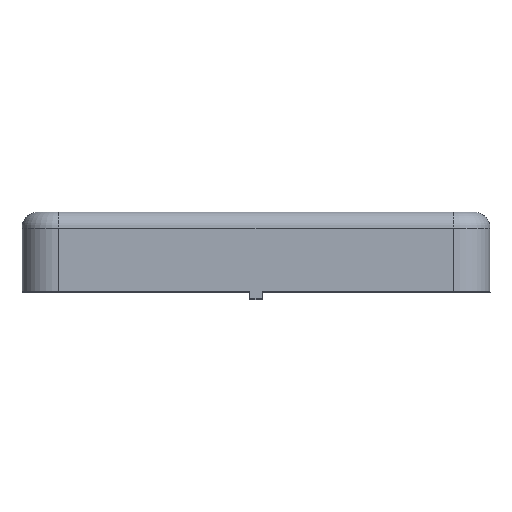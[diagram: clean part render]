
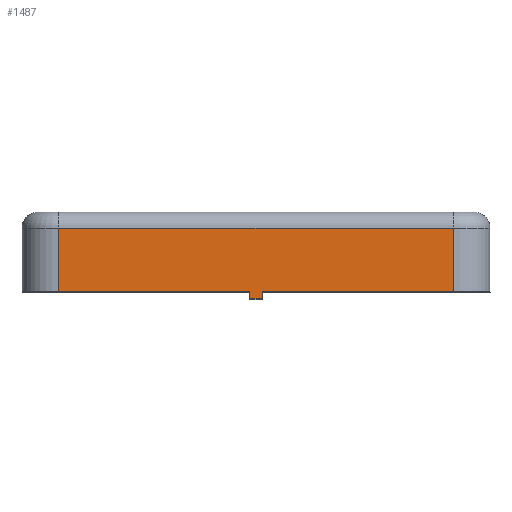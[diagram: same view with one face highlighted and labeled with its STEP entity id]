
A CAD part, top view. The second image highlights one B-rep face of the part: STEP entity #1487.
In plain terms, the highlighted planar face has unit normal (0, 0, 1).
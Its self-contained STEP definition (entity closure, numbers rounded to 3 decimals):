
#40 = ORIENTED_EDGE ( 'NONE', *, *, #2751, .F. ) ;
#43 = CARTESIAN_POINT ( 'NONE',  ( -0.5, -6.5, 25.55 ) ) ;
#110 = EDGE_CURVE ( 'NONE', #395, #1599, #1336, .T. ) ;
#129 = FACE_OUTER_BOUND ( 'NONE', #503, .T. ) ;
#167 = CARTESIAN_POINT ( 'NONE',  ( -0.5, -7.1, 25.55 ) ) ;
#330 = CARTESIAN_POINT ( 'NONE',  ( -16.2, -6.5, 25.55 ) ) ;
#361 = EDGE_CURVE ( 'NONE', #1599, #1523, #2718, .T. ) ;
#395 = VERTEX_POINT ( 'NONE', #2493 ) ;
#454 = CARTESIAN_POINT ( 'NONE',  ( -16.2, -1.3, 25.55 ) ) ;
#503 = EDGE_LOOP ( 'NONE', ( #853, #1109, #1311, #2609, #1782, #40, #1949, #851 ) ) ;
#546 = VERTEX_POINT ( 'NONE', #2549 ) ;
#617 = VECTOR ( 'NONE', #772, 1000. ) ;
#772 = DIRECTION ( 'NONE',  ( 1., 0., 0. ) ) ;
#793 = VECTOR ( 'NONE', #1479, 1000. ) ;
#799 = VECTOR ( 'NONE', #2492, 1000. ) ;
#832 = DIRECTION ( 'NONE',  ( 0., 1., 0. ) ) ;
#846 = EDGE_CURVE ( 'NONE', #1993, #2870, #1751, .T. ) ;
#851 = ORIENTED_EDGE ( 'NONE', *, *, #110, .T. ) ;
#853 = ORIENTED_EDGE ( 'NONE', *, *, #361, .T. ) ;
#919 = DIRECTION ( 'NONE',  ( 0., 0., 1. ) ) ;
#942 = CARTESIAN_POINT ( 'NONE',  ( -0.5, -7.1, 25.55 ) ) ;
#1103 = CARTESIAN_POINT ( 'NONE',  ( 16.2, 0., 25.55 ) ) ;
#1109 = ORIENTED_EDGE ( 'NONE', *, *, #2442, .F. ) ;
#1126 = CARTESIAN_POINT ( 'NONE',  ( 0.5, -6.5, 25.55 ) ) ;
#1182 = DIRECTION ( 'NONE',  ( 0., -1., 0. ) ) ;
#1311 = ORIENTED_EDGE ( 'NONE', *, *, #2653, .F. ) ;
#1336 = LINE ( 'NONE', #1705, #793 ) ;
#1354 = DIRECTION ( 'NONE',  ( 1., 0., 0. ) ) ;
#1380 = CARTESIAN_POINT ( 'NONE',  ( 16.2, -1.3, 25.55 ) ) ;
#1409 = CARTESIAN_POINT ( 'NONE',  ( -16.2, 0., 25.55 ) ) ;
#1440 = CARTESIAN_POINT ( 'NONE',  ( 0.5, -7.1, 25.55 ) ) ;
#1473 = VECTOR ( 'NONE', #1354, 1000. ) ;
#1479 = DIRECTION ( 'NONE',  ( 0., -1., 0. ) ) ;
#1487 = ADVANCED_FACE ( 'NONE', ( #129 ), #2766, .T. ) ;
#1516 = VECTOR ( 'NONE', #1625, 1000. ) ;
#1523 = VERTEX_POINT ( 'NONE', #43 ) ;
#1599 = VERTEX_POINT ( 'NONE', #330 ) ;
#1600 = VECTOR ( 'NONE', #832, 1000. ) ;
#1612 = LINE ( 'NONE', #942, #1516 ) ;
#1619 = EDGE_CURVE ( 'NONE', #2870, #546, #2866, .T. ) ;
#1625 = DIRECTION ( 'NONE',  ( 0., 1., 0. ) ) ;
#1705 = CARTESIAN_POINT ( 'NONE',  ( -16.2, 0., 25.55 ) ) ;
#1729 = LINE ( 'NONE', #1103, #799 ) ;
#1751 = LINE ( 'NONE', #2198, #1600 ) ;
#1782 = ORIENTED_EDGE ( 'NONE', *, *, #1619, .T. ) ;
#1892 = VERTEX_POINT ( 'NONE', #2687 ) ;
#1901 = CARTESIAN_POINT ( 'NONE',  ( -16.2, -6.5, 25.55 ) ) ;
#1949 = ORIENTED_EDGE ( 'NONE', *, *, #2337, .F. ) ;
#1978 = VECTOR ( 'NONE', #2678, 1000. ) ;
#1993 = VERTEX_POINT ( 'NONE', #1440 ) ;
#2198 = CARTESIAN_POINT ( 'NONE',  ( 0.5, -7.1, 25.55 ) ) ;
#2247 = DIRECTION ( 'NONE',  ( 1., 0., 0. ) ) ;
#2337 = EDGE_CURVE ( 'NONE', #395, #2845, #2379, .T. ) ;
#2379 = LINE ( 'NONE', #454, #2559 ) ;
#2442 = EDGE_CURVE ( 'NONE', #1892, #1523, #1612, .T. ) ;
#2472 = CARTESIAN_POINT ( 'NONE',  ( -16.2, -6.5, 25.55 ) ) ;
#2492 = DIRECTION ( 'NONE',  ( 0., -1., 0. ) ) ;
#2493 = CARTESIAN_POINT ( 'NONE',  ( -16.2, -1.3, 25.55 ) ) ;
#2549 = CARTESIAN_POINT ( 'NONE',  ( 16.2, -6.5, 25.55 ) ) ;
#2559 = VECTOR ( 'NONE', #2247, 1000. ) ;
#2609 = ORIENTED_EDGE ( 'NONE', *, *, #846, .T. ) ;
#2619 = AXIS2_PLACEMENT_3D ( 'NONE', #1409, #919, #1182 ) ;
#2653 = EDGE_CURVE ( 'NONE', #1993, #1892, #2760, .T. ) ;
#2678 = DIRECTION ( 'NONE',  ( -1., 0., 0. ) ) ;
#2687 = CARTESIAN_POINT ( 'NONE',  ( -0.5, -7.1, 25.55 ) ) ;
#2718 = LINE ( 'NONE', #2472, #1473 ) ;
#2751 = EDGE_CURVE ( 'NONE', #2845, #546, #1729, .T. ) ;
#2760 = LINE ( 'NONE', #167, #1978 ) ;
#2766 = PLANE ( 'NONE',  #2619 ) ;
#2845 = VERTEX_POINT ( 'NONE', #1380 ) ;
#2866 = LINE ( 'NONE', #1901, #617 ) ;
#2870 = VERTEX_POINT ( 'NONE', #1126 ) ;
